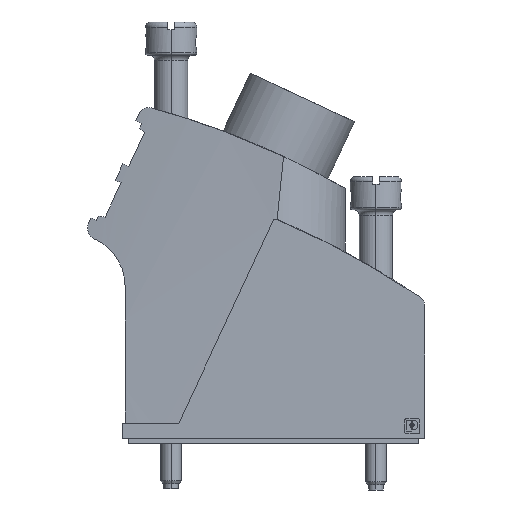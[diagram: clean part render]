
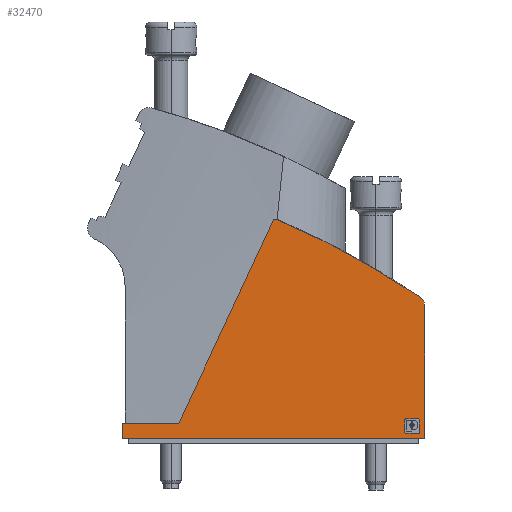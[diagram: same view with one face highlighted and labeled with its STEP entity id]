
A CAD part, left-side view. The second image highlights one B-rep face of the part: STEP entity #32470.
In plain terms, the highlighted face is planar.
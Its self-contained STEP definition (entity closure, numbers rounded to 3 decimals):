
#5070=CARTESIAN_POINT('',(-903.367,121.75,
-980.88));
#5080=VERTEX_POINT('',#5070);
#5240=CARTESIAN_POINT('',(-904.247,121.75,
-979.223));
#5250=VERTEX_POINT('',#5240);
#5280=CARTESIAN_POINT('',(-902.247,121.75,
-979.223));
#5290=DIRECTION('',(0.,-1.,0.));
#5300=DIRECTION('',(-1.,0.,0.));
#5310=AXIS2_PLACEMENT_3D('',#5280,#5290,#5300);
#5320=CIRCLE('',#5310,2.);
#5330=EDGE_CURVE('',#5250,#5080,#5320,.T.);
#8240=CARTESIAN_POINT('',(-866.032,121.75,
-972.885));
#8250=DIRECTION('',(0.,1.,-0.));
#8260=DIRECTION('',(-1.,0.,0.));
#8270=AXIS2_PLACEMENT_3D('',#8240,#8250,#8260);
#8280=PLANE('',#8270);
#8570=CARTESIAN_POINT('',(-903.047,121.75,
-956.931));
#8580=DIRECTION('',(0.,-1.,0.));
#8590=DIRECTION('',(-1.,0.,0.));
#8600=AXIS2_PLACEMENT_3D('',#8570,#8580,#8590);
#8610=CIRCLE('',#8600,0.2);
#8620=CARTESIAN_POINT('',(-903.247,121.75,
-956.931));
#8630=VERTEX_POINT('',#8620);
#8640=CARTESIAN_POINT('',(-903.047,121.75,
-957.132));
#8650=VERTEX_POINT('',#8640);
#8660=EDGE_CURVE('',#8630,#8650,#8610,.T.);
#31280=CARTESIAN_POINT('',(-903.247,121.75,
54.114));
#31290=DIRECTION('',(0.,0.,1.));
#31300=VECTOR('',#31290,1.);
#31310=LINE('',#31280,#31300);
#31320=CARTESIAN_POINT('',(-903.247,121.75,
-954.482));
#31330=VERTEX_POINT('',#31320);
#31340=EDGE_CURVE('',#8630,#31330,#31310,.T.);
#31350=ORIENTED_EDGE('',*,*,#31340,.T.);
#31360=ORIENTED_EDGE('',*,*,#8660,.F.);
#31370=CARTESIAN_POINT('',(-262.742,121.75,
-957.132));
#31380=DIRECTION('',(-1.,0.,0.));
#31390=VECTOR('',#31380,1.);
#31400=LINE('',#31370,#31390);
#31410=CARTESIAN_POINT('',(-900.598,121.75,
-957.132));
#31420=VERTEX_POINT('',#31410);
#31430=EDGE_CURVE('',#31420,#8650,#31400,.T.);
#31440=ORIENTED_EDGE('',*,*,#31430,.T.);
#31450=CARTESIAN_POINT('',(-900.598,121.75,
-956.931));
#31460=DIRECTION('',(0.,-1.,0.));
#31470=DIRECTION('',(-1.,0.,0.));
#31480=AXIS2_PLACEMENT_3D('',#31450,#31460,#31470);
#31490=CIRCLE('',#31480,0.2);
#31500=CARTESIAN_POINT('',(-900.397,121.75,
-956.931));
#31510=VERTEX_POINT('',#31500);
#31520=EDGE_CURVE('',#31420,#31510,#31490,.T.);
#31530=ORIENTED_EDGE('',*,*,#31520,.F.);
#31540=CARTESIAN_POINT('',(-900.397,121.75,
54.114));
#31550=DIRECTION('',(0.,0.,-1.));
#31560=VECTOR('',#31550,1.);
#31570=LINE('',#31540,#31560);
#31580=CARTESIAN_POINT('',(-900.397,121.75,
-954.482));
#31590=VERTEX_POINT('',#31580);
#31600=EDGE_CURVE('',#31590,#31510,#31570,.T.);
#31610=ORIENTED_EDGE('',*,*,#31600,.T.);
#31620=CARTESIAN_POINT('',(-900.598,121.75,
-954.482));
#31630=DIRECTION('',(0.,-1.,0.));
#31640=DIRECTION('',(-1.,0.,0.));
#31650=AXIS2_PLACEMENT_3D('',#31620,#31630,#31640);
#31660=CIRCLE('',#31650,0.2);
#31670=CARTESIAN_POINT('',(-900.598,121.75,
-954.282));
#31680=VERTEX_POINT('',#31670);
#31690=EDGE_CURVE('',#31590,#31680,#31660,.T.);
#31700=ORIENTED_EDGE('',*,*,#31690,.F.);
#31710=CARTESIAN_POINT('',(-262.742,121.75,
-954.282));
#31720=DIRECTION('',(1.,0.,0.));
#31730=VECTOR('',#31720,1.);
#31740=LINE('',#31710,#31730);
#31750=CARTESIAN_POINT('',(-903.047,121.75,
-954.282));
#31760=VERTEX_POINT('',#31750);
#31770=EDGE_CURVE('',#31760,#31680,#31740,.T.);
#31780=ORIENTED_EDGE('',*,*,#31770,.T.);
#31790=CARTESIAN_POINT('',(-903.047,121.75,
-954.482));
#31800=DIRECTION('',(0.,-1.,0.));
#31810=DIRECTION('',(-1.,0.,0.));
#31820=AXIS2_PLACEMENT_3D('',#31790,#31800,#31810);
#31830=CIRCLE('',#31820,0.2);
#31840=EDGE_CURVE('',#31760,#31330,#31830,.T.);
#31850=ORIENTED_EDGE('',*,*,#31840,.F.);
#31860=EDGE_LOOP('',(#31850,#31780,#31700,#31610,#31530,#31440,#31360,
#31350));
#31870=FACE_BOUND('',#31860,.T.);
#31880=CARTESIAN_POINT('',(-262.742,121.75,
-953.282));
#31890=DIRECTION('',(1.,0.,0.));
#31900=VECTOR('',#31890,1.);
#31910=LINE('',#31880,#31900);
#31920=CARTESIAN_POINT('',(-904.247,121.75,
-953.282));
#31930=VERTEX_POINT('',#31920);
#31940=CARTESIAN_POINT('',(-845.247,121.75,
-953.282));
#31950=VERTEX_POINT('',#31940);
#31960=EDGE_CURVE('',#31930,#31950,#31910,.T.);
#31970=ORIENTED_EDGE('',*,*,#31960,.F.);
#31980=CARTESIAN_POINT('',(-845.247,121.75,
54.114));
#31990=DIRECTION('',(0.,0.,1.));
#32000=VECTOR('',#31990,1.);
#32010=LINE('',#31980,#32000);
#32020=CARTESIAN_POINT('',(-845.247,121.75,
-956.282));
#32030=VERTEX_POINT('',#32020);
#32040=EDGE_CURVE('',#32030,#31950,#32010,.T.);
#32050=ORIENTED_EDGE('',*,*,#32040,.T.);
#32060=CARTESIAN_POINT('',(-262.742,121.75,
-956.282));
#32070=DIRECTION('',(-1.,0.,0.));
#32080=VECTOR('',#32070,1.);
#32090=LINE('',#32060,#32080);
#32100=CARTESIAN_POINT('',(-856.247,121.75,
-956.282));
#32110=VERTEX_POINT('',#32100);
#32120=EDGE_CURVE('',#32030,#32110,#32090,.T.);
#32130=ORIENTED_EDGE('',*,*,#32120,.F.);
#32140=CARTESIAN_POINT('',(-385.092,121.75,
54.114));
#32150=DIRECTION('',(-0.423,0.,-0.906));
#32160=VECTOR('',#32150,1.);
#32170=LINE('',#32140,#32160);
#32180=CARTESIAN_POINT('',(-874.696,121.75,
-995.845));
#32190=VERTEX_POINT('',#32180);
#32200=EDGE_CURVE('',#32110,#32190,#32170,.T.);
#32210=ORIENTED_EDGE('',*,*,#32200,.F.);
#32220=CARTESIAN_POINT('',(-875.149,121.75,
-995.634));
#32230=DIRECTION('',(0.,-1.,0.));
#32240=DIRECTION('',(-1.,0.,0.));
#32250=AXIS2_PLACEMENT_3D('',#32220,#32230,#32240);
#32260=CIRCLE('',#32250,0.5);
#32270=CARTESIAN_POINT('',(-875.344,121.75,
-996.094));
#32280=VERTEX_POINT('',#32270);
#32290=EDGE_CURVE('',#32280,#32190,#32260,.T.);
#32300=ORIENTED_EDGE('',*,*,#32290,.T.);
#32310=CARTESIAN_POINT('',(-810.999,121.75,
-844.158));
#32320=DIRECTION('',(0.,-1.,0.));
#32330=DIRECTION('',(-1.,0.,0.));
#32340=AXIS2_PLACEMENT_3D('',#32310,#32320,#32330);
#32350=CIRCLE('',#32340,165.);
#32360=EDGE_CURVE('',#5080,#32280,#32350,.T.);
#32370=ORIENTED_EDGE('',*,*,#32360,.T.);
#32380=ORIENTED_EDGE('',*,*,#5330,.T.);
#32390=CARTESIAN_POINT('',(-904.247,121.75,
54.114));
#32400=DIRECTION('',(0.,0.,1.));
#32410=VECTOR('',#32400,1.);
#32420=LINE('',#32390,#32410);
#32430=EDGE_CURVE('',#5250,#31930,#32420,.T.);
#32440=ORIENTED_EDGE('',*,*,#32430,.F.);
#32450=EDGE_LOOP('',(#32440,#32380,#32370,#32300,#32210,#32130,#32050,
#31970));
#32460=FACE_OUTER_BOUND('',#32450,.T.);
#32470=ADVANCED_FACE('',(#31870,#32460),#8280,.F.);
